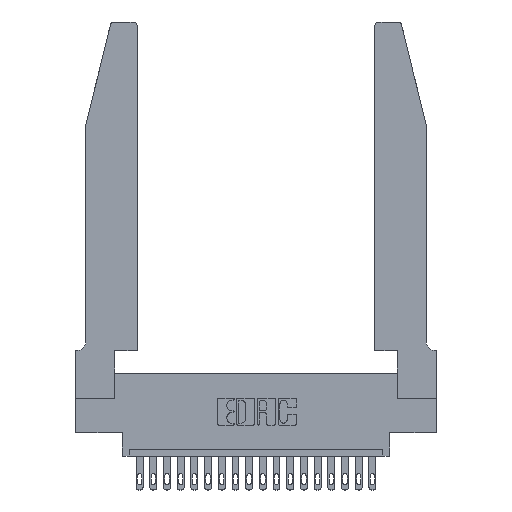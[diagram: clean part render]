
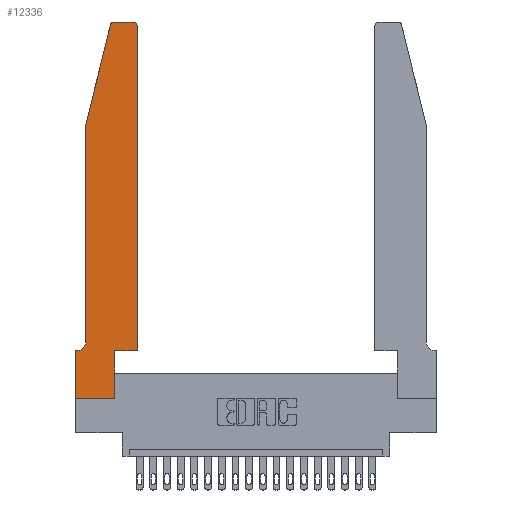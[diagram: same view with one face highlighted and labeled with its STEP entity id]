
A CAD part, top view. The second image highlights one B-rep face of the part: STEP entity #12336.
In plain terms, the highlighted planar face has unit normal (0, 0, 1).
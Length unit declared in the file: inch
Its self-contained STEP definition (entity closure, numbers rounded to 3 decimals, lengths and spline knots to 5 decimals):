
#198 = LINE ( 'NONE', #21060, #3332 ) ;
#706 = CIRCLE ( 'NONE', #7902, 0.03 ) ;
#1155 = DIRECTION ( 'NONE',  ( 0., 0., 1. ) ) ;
#1309 = EDGE_CURVE ( 'NONE', #12544, #2901, #14337, .T. ) ;
#1458 = ORIENTED_EDGE ( 'NONE', *, *, #5351, .T. ) ;
#1935 = CARTESIAN_POINT ( 'NONE',  ( 0.0055, 0.35, 0.37 ) ) ;
#1971 = EDGE_CURVE ( 'NONE', #9331, #8563, #13271, .T. ) ;
#2282 = VERTEX_POINT ( 'NONE', #8656 ) ;
#2469 = CARTESIAN_POINT ( 'NONE',  ( 0.4505, 0.35, 0.37 ) ) ;
#2696 = CARTESIAN_POINT ( 'NONE',  ( 0.4505, 2.72, 0.37 ) ) ;
#2901 = VERTEX_POINT ( 'NONE', #20578 ) ;
#2973 = DIRECTION ( 'NONE',  ( -1., 0., 0. ) ) ;
#2992 = CARTESIAN_POINT ( 'NONE',  ( 0.284, 2.75, 0.37 ) ) ;
#3100 = ORIENTED_EDGE ( 'NONE', *, *, #12763, .T. ) ;
#3332 = VECTOR ( 'NONE', #2973, 39.37008 ) ;
#3362 = VECTOR ( 'NONE', #15932, 39.37008 ) ;
#3367 = EDGE_CURVE ( 'NONE', #20226, #21285, #706, .T. ) ;
#3946 = CARTESIAN_POINT ( 'NONE',  ( 0.4205, 2.75, 0.37 ) ) ;
#4085 = CARTESIAN_POINT ( 'NONE',  ( 0.4505, 0.35, 0.37 ) ) ;
#4110 = CARTESIAN_POINT ( 'NONE',  ( 0.0755, 2., 0.37 ) ) ;
#4445 = CARTESIAN_POINT ( 'NONE',  ( 0.0755, 2., 0.37 ) ) ;
#4574 = ORIENTED_EDGE ( 'NONE', *, *, #9233, .T. ) ;
#4626 = EDGE_CURVE ( 'NONE', #8563, #2282, #13891, .T. ) ;
#4974 = CARTESIAN_POINT ( 'NONE',  ( 0.0755, 0.42, 0.37 ) ) ;
#5190 = DIRECTION ( 'NONE',  ( 0., -1., 0. ) ) ;
#5351 = EDGE_CURVE ( 'NONE', #2282, #12544, #18307, .T. ) ;
#5462 = DIRECTION ( 'NONE',  ( -1., 0., 0. ) ) ;
#5661 = DIRECTION ( 'NONE',  ( 1., 0., 0. ) ) ;
#5969 = ORIENTED_EDGE ( 'NONE', *, *, #1971, .T. ) ;
#5982 = CARTESIAN_POINT ( 'NONE',  ( 0., 0.35, 0.37 ) ) ;
#6343 = DIRECTION ( 'NONE',  ( 1., 0., 0. ) ) ;
#6354 = CARTESIAN_POINT ( 'NONE',  ( 0.4505, 0.35, 0.37 ) ) ;
#6389 = CARTESIAN_POINT ( 'NONE',  ( 0.0755, 0.35, 0.37 ) ) ;
#6801 = ORIENTED_EDGE ( 'NONE', *, *, #1309, .T. ) ;
#7135 = AXIS2_PLACEMENT_3D ( 'NONE', #7516, #14790, #6343 ) ;
#7516 = CARTESIAN_POINT ( 'NONE',  ( 0.4205, 2.72, 0.37 ) ) ;
#7902 = AXIS2_PLACEMENT_3D ( 'NONE', #15650, #15573, #5661 ) ;
#8316 = CARTESIAN_POINT ( 'NONE',  ( 0., 0., 0.37 ) ) ;
#8563 = VERTEX_POINT ( 'NONE', #5982 ) ;
#8656 = CARTESIAN_POINT ( 'NONE',  ( 0., 0., 0.37 ) ) ;
#8879 = CARTESIAN_POINT ( 'NONE',  ( 0.0755, 2., 0.37 ) ) ;
#9121 = ORIENTED_EDGE ( 'NONE', *, *, #4626, .T. ) ;
#9156 = DIRECTION ( 'NONE',  ( 1., 0., 0. ) ) ;
#9233 = EDGE_CURVE ( 'NONE', #17263, #10751, #19741, .T. ) ;
#9235 = EDGE_CURVE ( 'NONE', #10725, #19353, #10047, .T. ) ;
#9249 = DIRECTION ( 'NONE',  ( 0., -1., 0. ) ) ;
#9331 = VERTEX_POINT ( 'NONE', #1935 ) ;
#9606 = EDGE_LOOP ( 'NONE', ( #12118, #9878, #13449, #13974, #3100, #5969, #9121, #1458, #6801, #18771, #12896, #4574 ) ) ;
#9878 = ORIENTED_EDGE ( 'NONE', *, *, #3367, .T. ) ;
#9939 = EDGE_CURVE ( 'NONE', #10376, #17263, #15237, .T. ) ;
#10047 = LINE ( 'NONE', #4445, #13469 ) ;
#10326 = CARTESIAN_POINT ( 'NONE',  ( 0.2865, 0.35, 0.37 ) ) ;
#10376 = VERTEX_POINT ( 'NONE', #6354 ) ;
#10635 = CARTESIAN_POINT ( 'NONE',  ( 0.0055, 0.42, 0.37 ) ) ;
#10725 = VERTEX_POINT ( 'NONE', #8879 ) ;
#10751 = VERTEX_POINT ( 'NONE', #3946 ) ;
#11515 = EDGE_CURVE ( 'NONE', #2901, #10376, #13551, .T. ) ;
#11524 = VECTOR ( 'NONE', #19994, 39.37008 ) ;
#12118 = ORIENTED_EDGE ( 'NONE', *, *, #13990, .T. ) ;
#12285 = FACE_OUTER_BOUND ( 'NONE', #9606, .T. ) ;
#12336 = ADVANCED_FACE ( 'NONE', ( #12285 ), #18045, .T. ) ;
#12513 = DIRECTION ( 'NONE',  ( 0., 1., 0. ) ) ;
#12542 = CARTESIAN_POINT ( 'NONE',  ( 0.25487, 2.72718, 0.37 ) ) ;
#12544 = VERTEX_POINT ( 'NONE', #13491 ) ;
#12763 = EDGE_CURVE ( 'NONE', #19353, #9331, #19003, .T. ) ;
#12798 = DIRECTION ( 'NONE',  ( 1., 0., 0. ) ) ;
#12870 = VECTOR ( 'NONE', #5190, 39.37008 ) ;
#12896 = ORIENTED_EDGE ( 'NONE', *, *, #9939, .T. ) ;
#13065 = AXIS2_PLACEMENT_3D ( 'NONE', #21117, #1155, #12798 ) ;
#13271 = LINE ( 'NONE', #6389, #3362 ) ;
#13449 = ORIENTED_EDGE ( 'NONE', *, *, #15071, .T. ) ;
#13469 = VECTOR ( 'NONE', #9249, 39.37008 ) ;
#13491 = CARTESIAN_POINT ( 'NONE',  ( 0.2865, 0., 0.37 ) ) ;
#13529 = VECTOR ( 'NONE', #19978, 39.37008 ) ;
#13551 = LINE ( 'NONE', #4085, #14614 ) ;
#13776 = DIRECTION ( 'NONE',  ( 0., 0., -1. ) ) ;
#13891 = LINE ( 'NONE', #19951, #12870 ) ;
#13974 = ORIENTED_EDGE ( 'NONE', *, *, #9235, .T. ) ;
#13990 = EDGE_CURVE ( 'NONE', #10751, #20226, #198, .T. ) ;
#14225 = LINE ( 'NONE', #4110, #17089 ) ;
#14297 = AXIS2_PLACEMENT_3D ( 'NONE', #10635, #13776, #5462 ) ;
#14337 = LINE ( 'NONE', #10326, #13529 ) ;
#14614 = VECTOR ( 'NONE', #9156, 39.37008 ) ;
#14790 = DIRECTION ( 'NONE',  ( 0., 0., 1. ) ) ;
#15071 = EDGE_CURVE ( 'NONE', #21285, #10725, #14225, .T. ) ;
#15237 = LINE ( 'NONE', #2469, #20762 ) ;
#15573 = DIRECTION ( 'NONE',  ( 0., 0., 1. ) ) ;
#15650 = CARTESIAN_POINT ( 'NONE',  ( 0.284, 2.72, 0.37 ) ) ;
#15932 = DIRECTION ( 'NONE',  ( -1., 0., 0. ) ) ;
#17089 = VECTOR ( 'NONE', #17462, 39.37008 ) ;
#17263 = VERTEX_POINT ( 'NONE', #2696 ) ;
#17462 = DIRECTION ( 'NONE',  ( -0.239, -0.971, 0. ) ) ;
#18045 = PLANE ( 'NONE',  #13065 ) ;
#18307 = LINE ( 'NONE', #8316, #11524 ) ;
#18771 = ORIENTED_EDGE ( 'NONE', *, *, #11515, .T. ) ;
#19003 = CIRCLE ( 'NONE', #14297, 0.07 ) ;
#19353 = VERTEX_POINT ( 'NONE', #4974 ) ;
#19741 = CIRCLE ( 'NONE', #7135, 0.03 ) ;
#19951 = CARTESIAN_POINT ( 'NONE',  ( 0., 0., 0.37 ) ) ;
#19978 = DIRECTION ( 'NONE',  ( 0., 1., 0. ) ) ;
#19994 = DIRECTION ( 'NONE',  ( 1., 0., 0. ) ) ;
#20226 = VERTEX_POINT ( 'NONE', #2992 ) ;
#20578 = CARTESIAN_POINT ( 'NONE',  ( 0.2865, 0.35, 0.37 ) ) ;
#20762 = VECTOR ( 'NONE', #12513, 39.37008 ) ;
#21060 = CARTESIAN_POINT ( 'NONE',  ( 0.2605, 2.75, 0.37 ) ) ;
#21117 = CARTESIAN_POINT ( 'NONE',  ( 0., 0.35, 0.37 ) ) ;
#21285 = VERTEX_POINT ( 'NONE', #12542 ) ;
